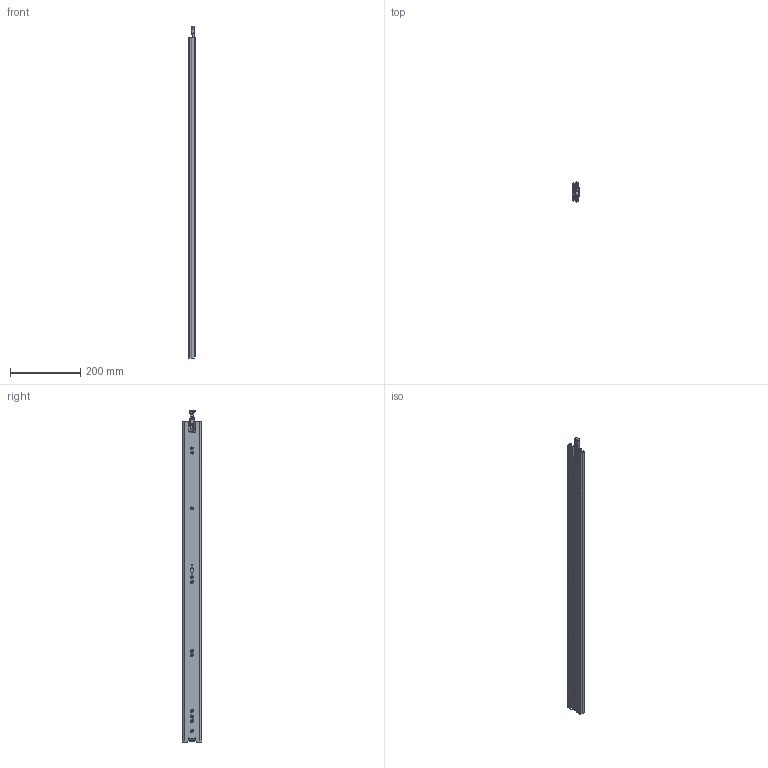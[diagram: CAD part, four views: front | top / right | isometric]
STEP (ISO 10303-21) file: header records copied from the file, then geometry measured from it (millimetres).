
FILE_DESCRIPTION (( 'STEP AP214' ), '1' );
FILE_NAME ('FR_5609_SL.0914mm_36inch_closed_left.STEP', '2022-10-27T05:30:56', ( '' ), ( '' ), 'SwSTEP 2.0', 'SolidWorks 2020', '' );
FILE_SCHEMA (( 'AUTOMOTIVE_DESIGN' ));
Length unit declared in the file: millimetre
Products named in the file (13): Middle Stop; FR_5609_SL.0914mm_36inch_closed_left; Drawer Lock; Middle Lock; 5609.XXX-02.T058_NL 36; Detent; 5609.XXX-03.T058_NL 36; Spring Lever; Locking Handle; 5609.XXX-01.T058_NL 36; 5609.XXX-02.T058_NL 36 closed
Assembly tree (12 placements, depth 3):
  FR_5609_SL.0914mm_36inch_closed_left
    5609.XXX-01.T058_NL 36
      5609.XXX-01.T058_NL 36
      Detent
    5609.XXX-02.T058_NL 36 closed
      5609.XXX-02.T058_NL 36
      Middle Stop
      Middle Lock
    5609.XXX-03.T058_NL 36
      5609.XXX-03.T058_NL 36
      Locking Handle
      Spring Lever
      Drawer Lock
Bounding box: 19.1 x 55.98 x 947.47 mm (x, y, z)
Volume: 338083.2 mm3; surface area: 396500.4 mm2
Topology: 10 solids, 10 shells, 1898 faces, 5099 edges, 3201 vertices
Faces by surface type: cylinder 932, plane 530, cone 252, bspline 184
Entity records: 68330 total; most frequent: CARTESIAN_POINT 21724, ORIENTED_EDGE 10170, DIRECTION 9310, EDGE_CURVE 5085, AXIS2_PLACEMENT_3D 3553, VERTEX_POINT 3201, VECTOR 2204, LINE 2204
